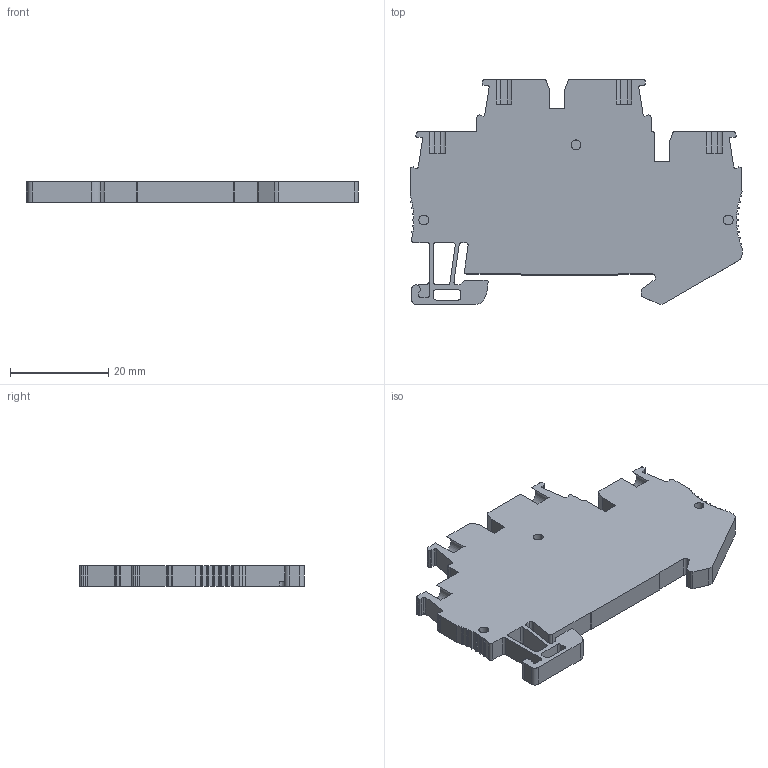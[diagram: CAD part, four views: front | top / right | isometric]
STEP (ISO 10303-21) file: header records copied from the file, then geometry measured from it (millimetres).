
FILE_DESCRIPTION((''),'2;1');
FILE_NAME('PRT0001','2021-08-14T',('ASUS'),(''),'PRO/ENGINEER BY PARAMETRIC TECHNOLOGY CORPORATION, 2013230','PRO/ENGINEER BY PARAMETRIC TECHNOLOGY CORPORATION, 2013230','');
FILE_SCHEMA(('CONFIG_CONTROL_DESIGN'));
Length unit declared in the file: millimetre
Products named in the file (1): PRT0001
Bounding box: 67.6 x 45.8 x 4.2 mm (x, y, z)
Volume: 9146.5 mm3; surface area: 6185 mm2
Topology: 1 solids, 1 shells, 233 faces, 684 edges, 456 vertices
Faces by surface type: plane 131, cylinder 102
Entity records: 7829 total; most frequent: CARTESIAN_POINT 1373, ORIENTED_EDGE 1368, DIRECTION 1355, EDGE_CURVE 684, VECTOR 479, LINE 479, VERTEX_POINT 456, AXIS2_PLACEMENT_3D 438
